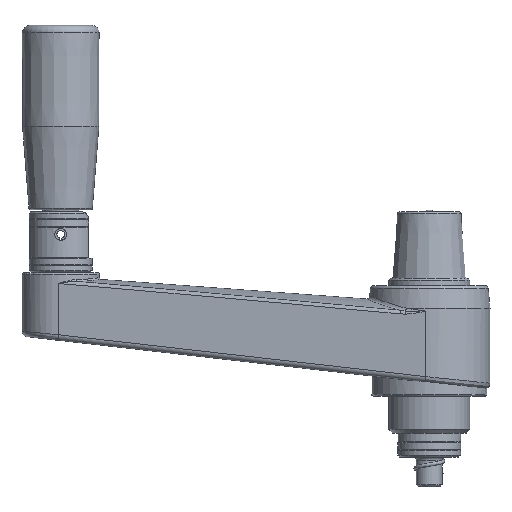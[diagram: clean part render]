
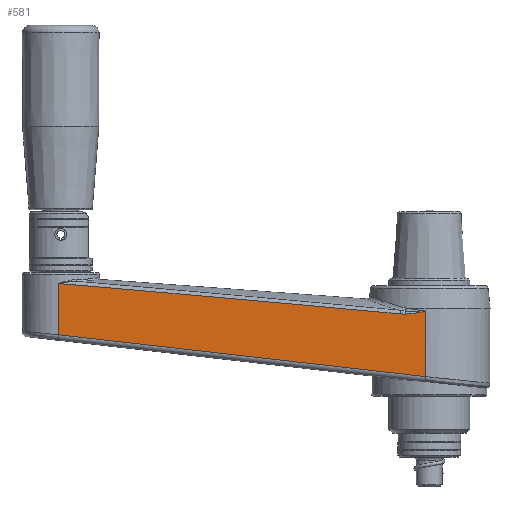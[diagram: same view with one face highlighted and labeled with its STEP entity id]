
A CAD part, left-side view. The second image highlights one B-rep face of the part: STEP entity #581.
In plain terms, the highlighted planar face has unit normal (-0.998, 0.06, 0).
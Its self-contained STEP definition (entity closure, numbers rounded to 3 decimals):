
#581 = ADVANCED_FACE( '', ( #792 ), #793, .T. );
#792 = FACE_OUTER_BOUND( '', #1336, .T. );
#793 = PLANE( '', #1337 );
#1336 = EDGE_LOOP( '', ( #3049, #3050, #3051, #3052, #3053, #3054 ) );
#1337 = AXIS2_PLACEMENT_3D( '', #3055, #3056, #3057 );
#3049 = ORIENTED_EDGE( '', *, *, #4382, .F. );
#3050 = ORIENTED_EDGE( '', *, *, #4383, .T. );
#3051 = ORIENTED_EDGE( '', *, *, #4372, .T. );
#3052 = ORIENTED_EDGE( '', *, *, #4370, .T. );
#3053 = ORIENTED_EDGE( '', *, *, #4384, .T. );
#3054 = ORIENTED_EDGE( '', *, *, #4385, .T. );
#3055 = CARTESIAN_POINT( '', ( -16.47, 0.99, 34. ) );
#3056 = DIRECTION( '', ( -0.998, 0.06, 0. ) );
#3057 = DIRECTION( '', ( -0.06, -0.998, 0. ) );
#4370 = EDGE_CURVE( '', #4844, #4842, #4845, .T. );
#4372 = EDGE_CURVE( '', #4847, #4844, #4848, .T. );
#4382 = EDGE_CURVE( '', #4864, #4865, #4866, .T. );
#4383 = EDGE_CURVE( '', #4864, #4847, #4867, .F. );
#4384 = EDGE_CURVE( '', #4842, #4868, #4869, .T. );
#4385 = EDGE_CURVE( '', #4868, #4865, #4870, .F. );
#4842 = VERTEX_POINT( '', #5598 );
#4844 = VERTEX_POINT( '', #5630 );
#4845 = ELLIPSE( '', #5631, 818.866, 49. );
#4847 = VERTEX_POINT( '', #5633 );
#4848 = B_SPLINE_CURVE_WITH_KNOTS( '', 3, ( #5634, #5635, #5636, #5637, #5638, #5639 ), .UNSPECIFIED., .F., .F., ( 4, 2, 4 ), ( 0., 0.001, 0.001 ), .UNSPECIFIED. );
#4864 = VERTEX_POINT( '', #5883 );
#4865 = VERTEX_POINT( '', #5884 );
#4866 = LINE( '', #5885, #5886 );
#4867 = B_SPLINE_CURVE_WITH_KNOTS( '', 3, ( #5887, #5888, #5889, #5890, #5891, #5892, #5893, #5894, #5895, #5896, #5897, #5898, #5899, #5900, #5901, #5902, #5903, #5904, #5905, #5906, #5907, #5908, #5909, #5910, #5911, #5912 ), .UNSPECIFIED., .F., .F., ( 4, 2, 2, 2, 2, 1, 2, 2, 1, 1, 1, 1, 1, 2, 2, 4 ), ( 0., 0.001, 0.001, 0.002, 0.003, 0.004, 0.004, 0.004, 0.004, 0.005, 0.005, 0.005, 0.006, 0.006, 0.006, 0.006 ), .UNSPECIFIED. );
#4868 = VERTEX_POINT( '', #5913 );
#4869 = LINE( '', #5914, #5915 );
#4870 = LINE( '', #5916, #5917 );
#5598 = CARTESIAN_POINT( '', ( -10.481, 100.63, 30.595 ) );
#5630 = CARTESIAN_POINT( '', ( -16.053, 7.935, 22.34 ) );
#5631 = AXIS2_PLACEMENT_3D( '', #7776, #7777, #7778 );
#5633 = CARTESIAN_POINT( '', ( -16.134, 6.578, 22.291 ) );
#5634 = CARTESIAN_POINT( '', ( -16.134, 6.578, 22.291 ) );
#5635 = CARTESIAN_POINT( '', ( -16.121, 6.804, 22.287 ) );
#5636 = CARTESIAN_POINT( '', ( -16.107, 7.031, 22.289 ) );
#5637 = CARTESIAN_POINT( '', ( -16.08, 7.483, 22.305 ) );
#5638 = CARTESIAN_POINT( '', ( -16.066, 7.709, 22.319 ) );
#5639 = CARTESIAN_POINT( '', ( -16.053, 7.935, 22.34 ) );
#5883 = CARTESIAN_POINT( '', ( -16.47, 0.99, 23.128 ) );
#5884 = CARTESIAN_POINT( '', ( -16.47, 0.99, 5.333 ) );
#5885 = CARTESIAN_POINT( '', ( -16.47, 0.99, 34. ) );
#5886 = VECTOR( '', #7791, 1000. );
#5887 = CARTESIAN_POINT( '', ( -16.134, 6.578, 22.291 ) );
#5888 = CARTESIAN_POINT( '', ( -16.149, 6.341, 22.293 ) );
#5889 = CARTESIAN_POINT( '', ( -16.163, 6.105, 22.301 ) );
#5890 = CARTESIAN_POINT( '', ( -16.191, 5.634, 22.326 ) );
#5891 = CARTESIAN_POINT( '', ( -16.205, 5.399, 22.343 ) );
#5892 = CARTESIAN_POINT( '', ( -16.233, 4.93, 22.387 ) );
#5893 = CARTESIAN_POINT( '', ( -16.248, 4.695, 22.413 ) );
#5894 = CARTESIAN_POINT( '', ( -16.276, 4.228, 22.472 ) );
#5895 = CARTESIAN_POINT( '', ( -16.29, 3.995, 22.506 ) );
#5896 = CARTESIAN_POINT( '', ( -16.318, 3.53, 22.58 ) );
#5897 = CARTESIAN_POINT( '', ( -16.339, 3.181, 22.641 ) );
#5898 = CARTESIAN_POINT( '', ( -16.359, 2.833, 22.708 ) );
#5899 = CARTESIAN_POINT( '', ( -16.37, 2.66, 22.743 ) );
#5900 = CARTESIAN_POINT( '', ( -16.373, 2.602, 22.755 ) );
#5901 = CARTESIAN_POINT( '', ( -16.38, 2.486, 22.779 ) );
#5902 = CARTESIAN_POINT( '', ( -16.398, 2.197, 22.84 ) );
#5903 = CARTESIAN_POINT( '', ( -16.422, 1.793, 22.931 ) );
#5904 = CARTESIAN_POINT( '', ( -16.446, 1.391, 23.027 ) );
#5905 = CARTESIAN_POINT( '', ( -16.458, 1.19, 23.077 ) );
#5906 = CARTESIAN_POINT( '', ( -16.464, 1.09, 23.102 ) );
#5907 = CARTESIAN_POINT( '', ( -16.467, 1.047, 23.113 ) );
#5908 = CARTESIAN_POINT( '', ( -16.468, 1.026, 23.118 ) );
#5909 = CARTESIAN_POINT( '', ( -16.469, 1.019, 23.12 ) );
#5910 = CARTESIAN_POINT( '', ( -16.469, 1.004, 23.124 ) );
#5911 = CARTESIAN_POINT( '', ( -16.47, 0.997, 23.126 ) );
#5912 = CARTESIAN_POINT( '', ( -16.47, 0.99, 23.128 ) );
#5913 = CARTESIAN_POINT( '', ( -10.481, 100.63, 16.686 ) );
#5914 = CARTESIAN_POINT( '', ( -10.481, 100.63, 34. ) );
#5915 = VECTOR( '', #7792, 1000. );
#5916 = CARTESIAN_POINT( '', ( -16.48, 0.822, 5.314 ) );
#5917 = VECTOR( '', #7793, 1000. );
#7776 = CARTESIAN_POINT( '', ( -0.998, 258.393, -6.023 ) );
#7777 = DIRECTION( '', ( -0.998, 0.06, 0. ) );
#7778 = DIRECTION( '', ( 0.06, 0.996, 0.073 ) );
#7791 = DIRECTION( '', ( 0., 0., -1. ) );
#7792 = DIRECTION( '', ( 0., 0., -1. ) );
#7793 = DIRECTION( '', ( 0.06, 0.992, 0.113 ) );
